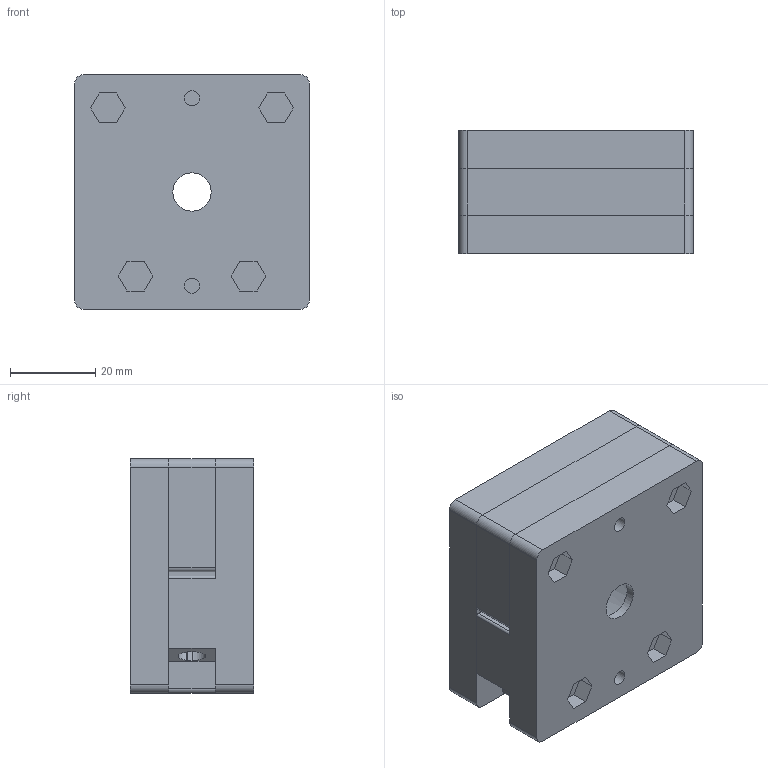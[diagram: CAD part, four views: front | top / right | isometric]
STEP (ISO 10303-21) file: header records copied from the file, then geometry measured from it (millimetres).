
FILE_DESCRIPTION(/* description */ (''),/* implementation_level */ '2;1');
FILE_NAME(/* name */ 'Stator.step',/* time_stamp */ '2020-08-13T12:43:32+02:00',/* author */ (''),/* organization */ (''),/* preprocessor_version */ 'ST-DEVELOPER v18.1',/* originating_system */ 'Autodesk Translation Framework v9.3.0.1241',/* authorisation */ '');
FILE_SCHEMA (('AUTOMOTIVE_DESIGN { 1 0 10303 214 3 1 1 }'));
Length unit declared in the file: millimetre
Products named in the file (1): Pompe Peristaltique 7mm (Precalibrée)
Bounding box: 55 x 29 x 55 mm (x, y, z)
Volume: 55319.7 mm3; surface area: 25887.9 mm2
Topology: 3 solids, 3 shells, 172 faces, 428 edges, 284 vertices
Faces by surface type: plane 112, cylinder 60
Full cylindrical faces by diameter (mm): 3.5 x2, 4.25 x8, 7 x2, 8.1 x4, 9 x2, 32.5 x2
Entity records: 5230 total; most frequent: CARTESIAN_POINT 929, DIRECTION 884, ORIENTED_EDGE 856, EDGE_CURVE 428, LINE 302, VECTOR 302, AXIS2_PLACEMENT_3D 291, VERTEX_POINT 284
